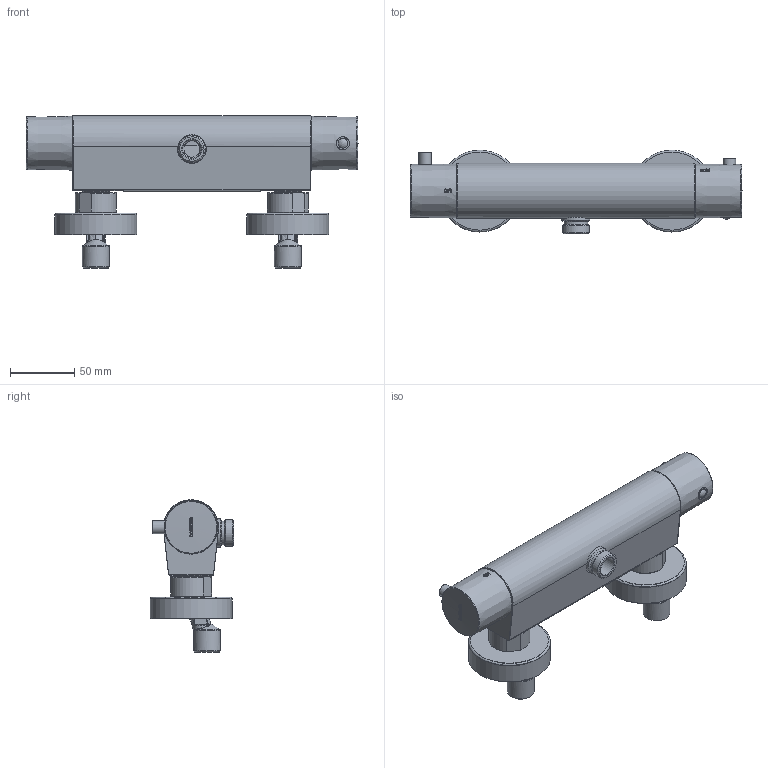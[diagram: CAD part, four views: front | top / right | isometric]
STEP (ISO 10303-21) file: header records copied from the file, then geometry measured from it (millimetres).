
FILE_DESCRIPTION(/* description */ ('Unknown'),/* implementation_level */ '2;1');
FILE_NAME(/* name */ 'B008-00',/* time_stamp */ '2020-03-16T11:44:39+01:00',/* author */ ('Unknown'),/* organization */ ('Unknown'),/* preprocessor_version */ 'ST-DEVELOPER v16.7',/* originating_system */ 'DEX',/* authorisation */ $);
FILE_SCHEMA (('AUTOMOTIVE_DESIGN {1 0 10303 214 3 1 1}'));
Length unit declared in the file: millimetre
Products named in the file (33): B008-00; CB008-002; non ritorno body_anter dim 15 rossa; non ritorno valv_dim 15 rossa; non ritorno body_post dim 15 rossa; anello or_11 x 2; CB008-08 - or17x2; CB008-07; CB008-04; CB008-06; CB008-03; CB008-05; fermi_13000445_13000445; CB018-001; CB008-01; astina_1101M005_1101M005; Grano M5 x 14 punta piatta_Grano M5 x 14 punta piatta; placchetta_91010145_91010145; BR005-16; CB008-02; Vite M4 x 14 cilind croce_Vite M4 x 14 cilind croce; inserto_11000236_11000236; CB008-003; CB008-09; Grano M5 x 5 punta conica_Grano M5 x 5 punta conica; CB008-004; CB008-10; molla_91000075_91000075; bottone_0083.01.285_0083.01.285; perni_D3000126_D3000126; Grano M5 x 6 punta piatta_Grano M5 x 6 punta piatta; or 6 x 1.5_13000495; 044.001.01.10M.70C_1
Assembly tree (40 placements, depth 3):
  B008-00
    CB008-002  x2
      non ritorno body_anter dim 15 rossa
      non ritorno valv_dim 15 rossa
      non ritorno body_post dim 15 rossa
      anello or_11 x 2
    CB008-08 - or17x2  x2
    CB008-07  x2
    CB008-04  x2
    CB008-06  x2
    CB008-03  x2
    CB008-05  x2
    fermi_13000445_13000445
    CB018-001
    CB008-01
    astina_1101M005_1101M005
    Grano M5 x 14 punta piatta_Grano M5 x 14 punta piatta
    placchetta_91010145_91010145
    BR005-16
    CB008-02
    Vite M4 x 14 cilind croce_Vite M4 x 14 cilind croce
    inserto_11000236_11000236
    CB008-003
      CB008-09
      Grano M5 x 5 punta conica_Grano M5 x 5 punta conica
    CB008-004
      CB008-10
      molla_91000075_91000075
      bottone_0083.01.285_0083.01.285
      perni_D3000126_D3000126
      Grano M5 x 6 punta piatta_Grano M5 x 6 punta piatta
      or 6 x 1.5_13000495
      placchetta_91010145_91010145
    044.001.01.10M.70C_1
Bounding box: 259.35 x 65.5 x 119.15 mm (x, y, z)
Volume: 331443 mm3; surface area: 200420.9 mm2
Topology: 40 solids, 40 shells, 2567 faces, 6092 edges, 3668 vertices
Faces by surface type: plane 1054, cylinder 614, cone 401, bspline 278, torus 129, sphere 91
Full cylindrical faces by diameter (mm): 2 x1, 2.059 x1, 2.459 x2, 2.5 x2, 2.8 x2, 3 x3, 3.2 x1, 3.3 x2, 3.5 x2, 4 x20, 4.1 x1, 4.134 x4, 4.5 x10, 5 x31, 5.2 x2, 6.3 x1, 6.5 x2, 7 x1, 7.4 x1, 7.5 x4, 8.5 x1, 9 x1, 9.1 x2, 9.5 x5, 10 x5, 10.2 x3, 11 x1, 12.1 x2, 13.5 x5, 14 x2
Entity records: 82709 total; most frequent: CARTESIAN_POINT 23657, ORIENTED_EDGE 9546, DIRECTION 9533, EDGE_CURVE 4773, AXIS2_PLACEMENT_3D 3958, VERTEX_POINT 3124, FACE_BOUND 2885, EDGE_LOOP 2872
